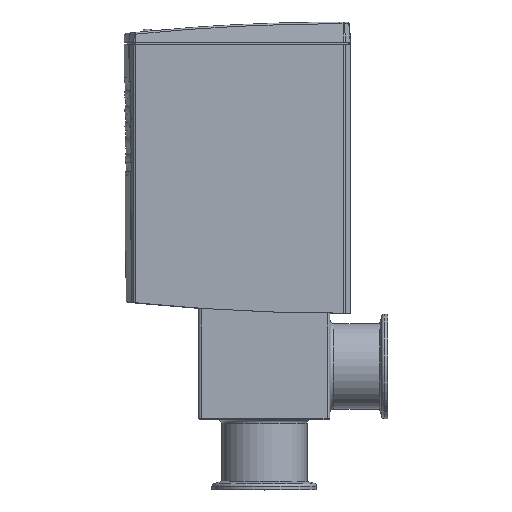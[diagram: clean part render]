
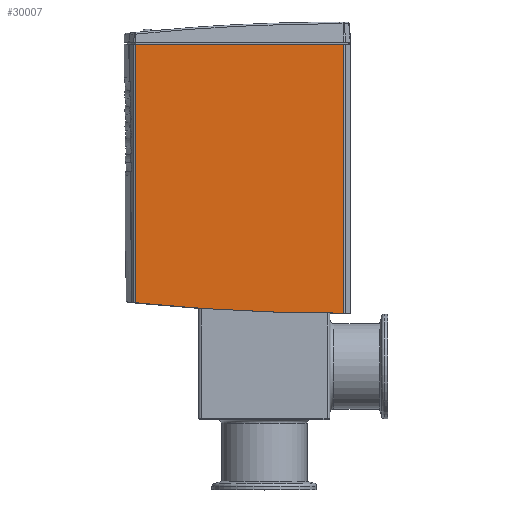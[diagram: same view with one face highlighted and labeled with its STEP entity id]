
A CAD part, top view. The second image highlights one B-rep face of the part: STEP entity #30007.
In plain terms, the highlighted planar face has unit normal (0, 0, 1).
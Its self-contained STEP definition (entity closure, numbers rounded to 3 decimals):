
#26994=CARTESIAN_POINT('',(-83.052,179.05,45.));
#26995=VERTEX_POINT('',#26994);
#27003=CARTESIAN_POINT('',(26.62,179.05,45.));
#27004=VERTEX_POINT('',#27003);
#27005=CARTESIAN_POINT('',(-83.052,179.05,45.));
#27006=DIRECTION('',(1.0,0.0,0.0));
#27007=VECTOR('',#27006,109.672);
#27008=LINE('',#27005,#27007);
#27009=EDGE_CURVE('',#26995,#27004,#27008,.T.);
#29666=CARTESIAN_POINT('',(26.62,37.55,45.));
#29667=VERTEX_POINT('',#29666);
#29675=CARTESIAN_POINT('',(24.25,37.55,45.));
#29676=VERTEX_POINT('',#29675);
#29677=CARTESIAN_POINT('',(24.25,37.55,45.));
#29678=DIRECTION('',(1.0,0.0,0.0));
#29679=VECTOR('',#29678,2.37);
#29680=LINE('',#29677,#29679);
#29681=EDGE_CURVE('',#29676,#29667,#29680,.T.);
#29773=CARTESIAN_POINT('',(26.62,37.55,45.));
#29774=DIRECTION('',(0.0,1.0,0.0));
#29775=VECTOR('',#29774,141.5);
#29776=LINE('',#29773,#29775);
#29777=EDGE_CURVE('',#29667,#27004,#29776,.T.);
#29982=CARTESIAN_POINT('',(-15.25,180.05,45.));
#29983=DIRECTION('',(0.0,0.0,1.0));
#29984=DIRECTION('',(1.0,0.0,0.0));
#29985=AXIS2_PLACEMENT_3D('',#29982,#29983,#29984);
#29986=PLANE('',#29985);
#29987=ORIENTED_EDGE('',*,*,#27009,.F.);
#29988=CARTESIAN_POINT('',(-83.052,43.013,45.));
#29989=VERTEX_POINT('',#29988);
#29990=CARTESIAN_POINT('',(-83.052,179.05,45.));
#29991=DIRECTION('',(0.0,-1.0,0.0));
#29992=VECTOR('',#29991,136.037);
#29993=LINE('',#29990,#29992);
#29994=EDGE_CURVE('',#26995,#29989,#29993,.T.);
#29995=ORIENTED_EDGE('',*,*,#29994,.T.);
#29996=CARTESIAN_POINT('',(24.25,1094.05,45.));
#29997=DIRECTION('',(0.0,0.0,1.0));
#29998=DIRECTION('',(-0.102,-0.995,0.0));
#29999=AXIS2_PLACEMENT_3D('',#29996,#29997,#29998);
#30000=CIRCLE('',#29999,1056.5);
#30001=EDGE_CURVE('',#29989,#29676,#30000,.T.);
#30002=ORIENTED_EDGE('',*,*,#30001,.T.);
#30003=ORIENTED_EDGE('',*,*,#29681,.T.);
#30004=ORIENTED_EDGE('',*,*,#29777,.T.);
#30005=EDGE_LOOP('',(#29987,#29995,#30002,#30003,#30004));
#30006=FACE_OUTER_BOUND('',#30005,.T.);
#30007=ADVANCED_FACE('',(#30006),#29986,.T.);
